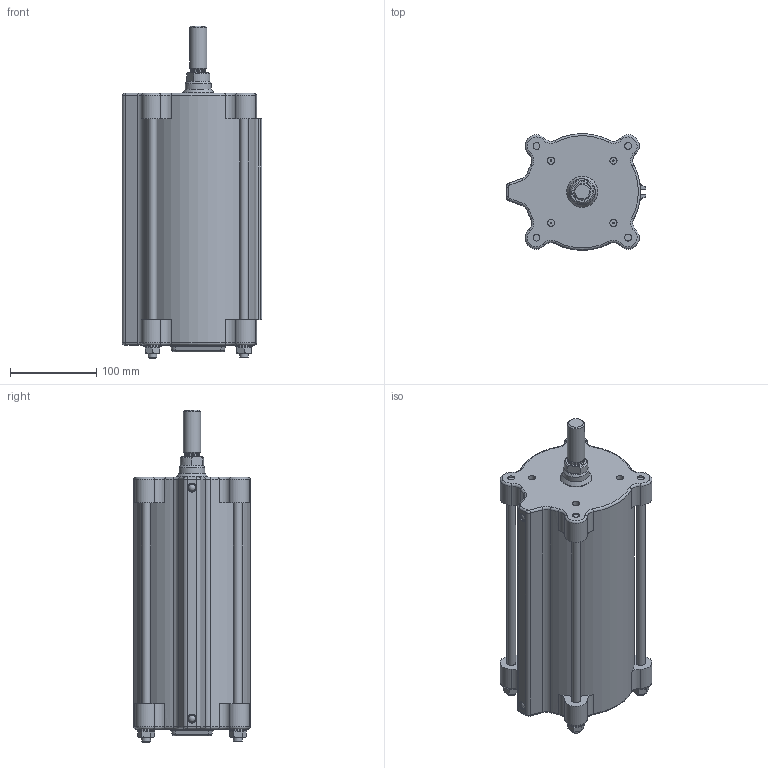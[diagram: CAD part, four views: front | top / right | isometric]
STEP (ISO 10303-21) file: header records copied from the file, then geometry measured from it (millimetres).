
FILE_DESCRIPTION(/* description */ (''),/* implementation_level */ '2;1');
FILE_NAME(/* name */ 'SC125 - 165.stp',/* time_stamp */ '2017-11-22T14:26:01+01:00',/* author */ ('Brumpreuksch'),/* organization */ (''),/* preprocessor_version */ 'ST-DEVELOPER v16.5',/* originating_system */ 'Autodesk Inventor 2017',/* authorisation */ '');
FILE_SCHEMA (('AUTOMOTIVE_DESIGN { 1 0 10303 214 3 1 1 }'));
Length unit declared in the file: millimetre
Products named in the file (1): SC125 - 165
Bounding box: 161.5 x 135 x 384.5 mm (x, y, z)
Volume: 1896095.8 mm3; surface area: 458836 mm2
Topology: 1 solids, 15 shells, 906 faces, 2013 edges, 1188 vertices
Faces by surface type: plane 237, cylinder 230, bspline 147, torus 134, cone 94, sphere 64
Full cylindrical faces by diameter (mm): 4 x4, 4.134 x4, 4.917 x2, 6 x2, 6.4 x4, 6.647 x2, 8 x11, 8.2 x4, 8.376 x4, 10 x14, 10.5 x4, 11 x4, 11.445 x2, 13 x2, 15 x2, 16 x2, 17.7 x1, 18 x5, 20 x5, 30 x4, 30.1 x3, 36 x1, 36.4 x1, 115.2 x2, 120 x3, 123 x2, 124.8 x4, 124.9 x2, 125 x4
Entity records: 27715 total; most frequent: CARTESIAN_POINT 8325, DIRECTION 4024, ORIENTED_EDGE 3450, AXIS2_PLACEMENT_3D 1837, EDGE_CURVE 1725, EDGE_LOOP 1202, VERTEX_POINT 1105, CIRCLE 1005
